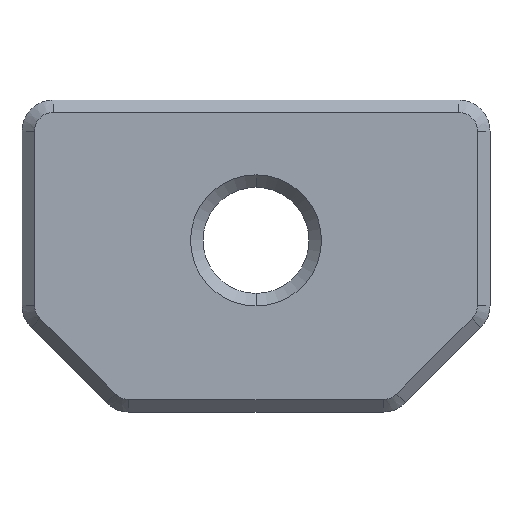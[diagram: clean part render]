
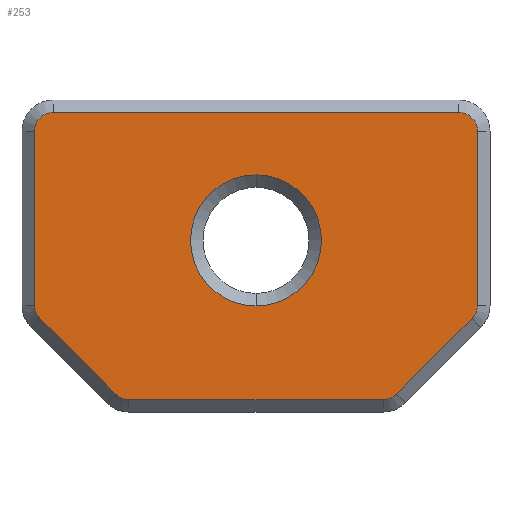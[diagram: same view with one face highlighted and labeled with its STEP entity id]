
A CAD part, front view. The second image highlights one B-rep face of the part: STEP entity #253.
In plain terms, the highlighted planar face has unit normal (0, -1, 0).
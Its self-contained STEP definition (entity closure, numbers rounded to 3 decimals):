
#2 = DIRECTION ( 'NONE',  ( 0., -1., 0. ) ) ;
#27 = DIRECTION ( 'NONE',  ( 0., -1., 0. ) ) ;
#28 = AXIS2_PLACEMENT_3D ( 'NONE', #832, #151, #163 ) ;
#29 = VERTEX_POINT ( 'NONE', #419 ) ;
#40 = CARTESIAN_POINT ( 'NONE',  ( -6.924, 0., -2.01 ) ) ;
#45 = LINE ( 'NONE', #104, #544 ) ;
#49 = LINE ( 'NONE', #270, #939 ) ;
#55 = VERTEX_POINT ( 'NONE', #244 ) ;
#62 = DIRECTION ( 'NONE',  ( 0., 0., 1. ) ) ;
#94 = ORIENTED_EDGE ( 'NONE', *, *, #212, .T. ) ;
#97 = CARTESIAN_POINT ( 'NONE',  ( 7.1, 0., 4. ) ) ;
#98 = EDGE_CURVE ( 'NONE', #870, #225, #985, .T. ) ;
#104 = CARTESIAN_POINT ( 'NONE',  ( 0., 0., -4.6 ) ) ;
#120 = ORIENTED_EDGE ( 'NONE', *, *, #1154, .T. ) ;
#124 = EDGE_CURVE ( 'NONE', #1046, #975, #1161, .T. ) ;
#151 = DIRECTION ( 'NONE',  ( 0., -1., 0. ) ) ;
#157 = DIRECTION ( 'NONE',  ( 0., 0., 1. ) ) ;
#163 = DIRECTION ( 'NONE',  ( 0., 0., 1. ) ) ;
#166 = DIRECTION ( 'NONE',  ( 0.707, 0., -0.707 ) ) ;
#181 = ORIENTED_EDGE ( 'NONE', *, *, #838, .T. ) ;
#207 = EDGE_CURVE ( 'NONE', #263, #1104, #617, .T. ) ;
#212 = EDGE_CURVE ( 'NONE', #532, #371, #49, .T. ) ;
#221 = CARTESIAN_POINT ( 'NONE',  ( 4.086, 0., -4. ) ) ;
#225 = VERTEX_POINT ( 'NONE', #768 ) ;
#235 = CARTESIAN_POINT ( 'NONE',  ( 7.1, 0., 0. ) ) ;
#237 = ORIENTED_EDGE ( 'NONE', *, *, #644, .T. ) ;
#239 = AXIS2_PLACEMENT_3D ( 'NONE', #1183, #618, #62 ) ;
#244 = CARTESIAN_POINT ( 'NONE',  ( 6.924, 0., -2.01 ) ) ;
#253 = ADVANCED_FACE ( 'NONE', ( #378, #348 ), #1138, .F. ) ;
#263 = VERTEX_POINT ( 'NONE', #97 ) ;
#266 = ORIENTED_EDGE ( 'NONE', *, *, #1174, .T. ) ;
#270 = CARTESIAN_POINT ( 'NONE',  ( -7.1, 0., 0. ) ) ;
#273 = CARTESIAN_POINT ( 'NONE',  ( -4.51, 0., -4.424 ) ) ;
#305 = VECTOR ( 'NONE', #322, 1000. ) ;
#306 = DIRECTION ( 'NONE',  ( 0., -1., 0. ) ) ;
#308 = CARTESIAN_POINT ( 'NONE',  ( 6.5, 0., 4.6 ) ) ;
#322 = DIRECTION ( 'NONE',  ( 0., 0., 1. ) ) ;
#336 = AXIS2_PLACEMENT_3D ( 'NONE', #471, #1036, #762 ) ;
#338 = VERTEX_POINT ( 'NONE', #655 ) ;
#348 = FACE_BOUND ( 'NONE', #1117, .T. ) ;
#349 = CARTESIAN_POINT ( 'NONE',  ( -6.5, 0., -1.586 ) ) ;
#352 = CARTESIAN_POINT ( 'NONE',  ( 6.5, 0., -1.586 ) ) ;
#354 = ORIENTED_EDGE ( 'NONE', *, *, #739, .T. ) ;
#366 = EDGE_CURVE ( 'NONE', #512, #29, #405, .T. ) ;
#369 = CARTESIAN_POINT ( 'NONE',  ( 6.924, 0., -2.01 ) ) ;
#371 = VERTEX_POINT ( 'NONE', #1063 ) ;
#374 = CARTESIAN_POINT ( 'NONE',  ( 6.5, 0., 4. ) ) ;
#378 = FACE_OUTER_BOUND ( 'NONE', #1184, .T. ) ;
#387 = EDGE_CURVE ( 'NONE', #1198, #532, #809, .T. ) ;
#402 = VECTOR ( 'NONE', #922, 1000. ) ;
#405 = CIRCLE ( 'NONE', #623, 0.6 ) ;
#416 = ORIENTED_EDGE ( 'NONE', *, *, #958, .T. ) ;
#419 = CARTESIAN_POINT ( 'NONE',  ( 4.51, 0., -4.424 ) ) ;
#442 = CIRCLE ( 'NONE', #28, 0.6 ) ;
#445 = DIRECTION ( 'NONE',  ( 0., 1., 0. ) ) ;
#471 = CARTESIAN_POINT ( 'NONE',  ( 0., 0., 0. ) ) ;
#474 = DIRECTION ( 'NONE',  ( 0., 0., 1. ) ) ;
#475 = ORIENTED_EDGE ( 'NONE', *, *, #664, .T. ) ;
#481 = LINE ( 'NONE', #369, #402 ) ;
#484 = AXIS2_PLACEMENT_3D ( 'NONE', #374, #2, #845 ) ;
#507 = AXIS2_PLACEMENT_3D ( 'NONE', #352, #515, #691 ) ;
#512 = VERTEX_POINT ( 'NONE', #600 ) ;
#515 = DIRECTION ( 'NONE',  ( 0., -1., 0. ) ) ;
#523 = CARTESIAN_POINT ( 'NONE',  ( 0., 0., 4.6 ) ) ;
#532 = VERTEX_POINT ( 'NONE', #703 ) ;
#539 = DIRECTION ( 'NONE',  ( -1., 0., 0. ) ) ;
#540 = EDGE_CURVE ( 'NONE', #1042, #263, #1159, .T. ) ;
#544 = VECTOR ( 'NONE', #665, 1000. ) ;
#566 = CARTESIAN_POINT ( 'NONE',  ( -6.5, 0., 4. ) ) ;
#600 = CARTESIAN_POINT ( 'NONE',  ( 4.086, 0., -4.6 ) ) ;
#607 = ORIENTED_EDGE ( 'NONE', *, *, #540, .T. ) ;
#617 = CIRCLE ( 'NONE', #484, 0.6 ) ;
#618 = DIRECTION ( 'NONE',  ( 0., 1., 0. ) ) ;
#623 = AXIS2_PLACEMENT_3D ( 'NONE', #221, #27, #474 ) ;
#644 = EDGE_CURVE ( 'NONE', #371, #1046, #1208, .T. ) ;
#655 = CARTESIAN_POINT ( 'NONE',  ( -4.086, 0., -4.6 ) ) ;
#664 = EDGE_CURVE ( 'NONE', #225, #870, #1114, .T. ) ;
#665 = DIRECTION ( 'NONE',  ( 1., 0., 0. ) ) ;
#667 = DIRECTION ( 'NONE',  ( 0., 0., 1. ) ) ;
#691 = DIRECTION ( 'NONE',  ( 0., 0., 1. ) ) ;
#703 = CARTESIAN_POINT ( 'NONE',  ( -7.1, 0., 4. ) ) ;
#731 = VECTOR ( 'NONE', #166, 1000. ) ;
#739 = EDGE_CURVE ( 'NONE', #1104, #1198, #779, .T. ) ;
#748 = VECTOR ( 'NONE', #539, 1000. ) ;
#762 = DIRECTION ( 'NONE',  ( 1., 0., 0. ) ) ;
#768 = CARTESIAN_POINT ( 'NONE',  ( 0., 0., -1.6 ) ) ;
#779 = LINE ( 'NONE', #523, #748 ) ;
#790 = CARTESIAN_POINT ( 'NONE',  ( 7.1, 0., -1.586 ) ) ;
#809 = CIRCLE ( 'NONE', #1076, 0.6 ) ;
#815 = DIRECTION ( 'NONE',  ( 0., -1., 0. ) ) ;
#818 = ORIENTED_EDGE ( 'NONE', *, *, #124, .T. ) ;
#820 = CARTESIAN_POINT ( 'NONE',  ( -6.5, 0., 4.6 ) ) ;
#832 = CARTESIAN_POINT ( 'NONE',  ( -4.086, 0., -4. ) ) ;
#838 = EDGE_CURVE ( 'NONE', #29, #55, #481, .T. ) ;
#845 = DIRECTION ( 'NONE',  ( 0., 0., 1. ) ) ;
#867 = CARTESIAN_POINT ( 'NONE',  ( -4.51, 0., -4.424 ) ) ;
#870 = VERTEX_POINT ( 'NONE', #1120 ) ;
#918 = CARTESIAN_POINT ( 'NONE',  ( 0., 0., 0.5 ) ) ;
#922 = DIRECTION ( 'NONE',  ( 0.707, 0., 0.707 ) ) ;
#927 = ORIENTED_EDGE ( 'NONE', *, *, #98, .T. ) ;
#939 = VECTOR ( 'NONE', #1025, 1000. ) ;
#944 = ORIENTED_EDGE ( 'NONE', *, *, #387, .T. ) ;
#958 = EDGE_CURVE ( 'NONE', #338, #512, #45, .T. ) ;
#975 = VERTEX_POINT ( 'NONE', #867 ) ;
#985 = CIRCLE ( 'NONE', #1093, 2.1 ) ;
#993 = CIRCLE ( 'NONE', #507, 0.6 ) ;
#1008 = DIRECTION ( 'NONE',  ( 0., 0., 1. ) ) ;
#1017 = ORIENTED_EDGE ( 'NONE', *, *, #366, .T. ) ;
#1025 = DIRECTION ( 'NONE',  ( 0., 0., -1. ) ) ;
#1030 = ORIENTED_EDGE ( 'NONE', *, *, #207, .T. ) ;
#1036 = DIRECTION ( 'NONE',  ( 0., 1., 0. ) ) ;
#1042 = VERTEX_POINT ( 'NONE', #790 ) ;
#1046 = VERTEX_POINT ( 'NONE', #40 ) ;
#1063 = CARTESIAN_POINT ( 'NONE',  ( -7.1, 0., -1.586 ) ) ;
#1076 = AXIS2_PLACEMENT_3D ( 'NONE', #566, #306, #667 ) ;
#1093 = AXIS2_PLACEMENT_3D ( 'NONE', #918, #445, #1008 ) ;
#1104 = VERTEX_POINT ( 'NONE', #308 ) ;
#1114 = CIRCLE ( 'NONE', #239, 2.1 ) ;
#1117 = EDGE_LOOP ( 'NONE', ( #475, #927 ) ) ;
#1120 = CARTESIAN_POINT ( 'NONE',  ( 0., 0., 2.6 ) ) ;
#1138 = PLANE ( 'NONE',  #336 ) ;
#1154 = EDGE_CURVE ( 'NONE', #975, #338, #442, .T. ) ;
#1159 = LINE ( 'NONE', #235, #305 ) ;
#1161 = LINE ( 'NONE', #273, #731 ) ;
#1174 = EDGE_CURVE ( 'NONE', #55, #1042, #993, .T. ) ;
#1183 = CARTESIAN_POINT ( 'NONE',  ( 0., 0., 0.5 ) ) ;
#1184 = EDGE_LOOP ( 'NONE', ( #818, #120, #416, #1017, #181, #266, #607, #1030, #354, #944, #94, #237 ) ) ;
#1185 = AXIS2_PLACEMENT_3D ( 'NONE', #349, #815, #157 ) ;
#1198 = VERTEX_POINT ( 'NONE', #820 ) ;
#1208 = CIRCLE ( 'NONE', #1185, 0.6 ) ;
